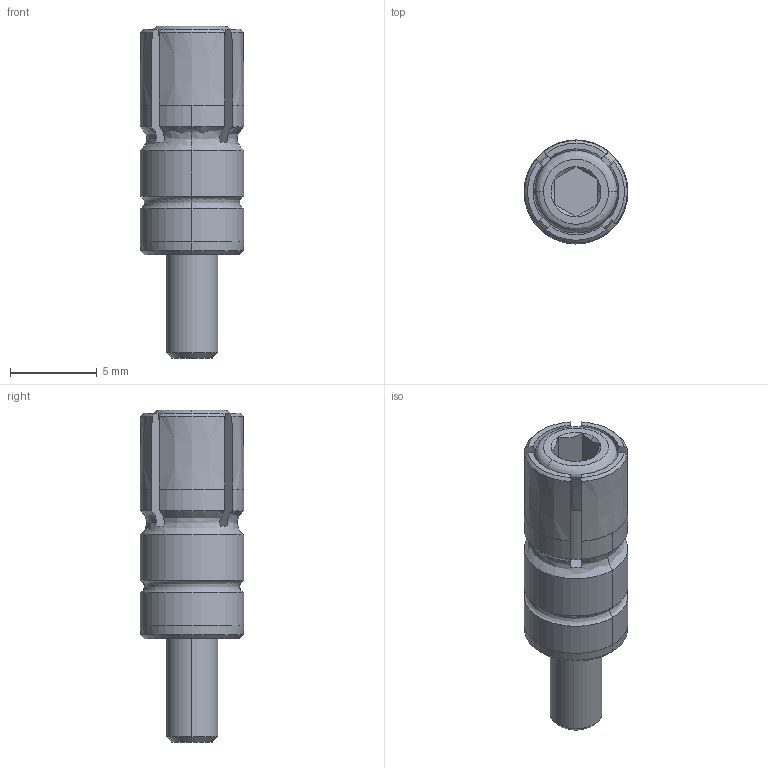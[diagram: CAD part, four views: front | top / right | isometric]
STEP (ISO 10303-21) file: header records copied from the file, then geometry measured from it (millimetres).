
FILE_DESCRIPTION (( 'STEP AP203' ), '1' );
FILE_NAME ('pepp06s.STEP', '2021-10-26T05:29:46', ( '' ), ( '' ), 'SwSTEP 2.0', 'SolidWorks 2020', '' );
FILE_SCHEMA (( 'CONFIG_CONTROL_DESIGN' ));
Length unit declared in the file: millimetre
Products named in the file (3): pepp06s_02; pepp06s; pepp06s_01
Assembly tree (2 placements, depth 2):
  pepp06s
    pepp06s_01
    pepp06s_02
Bounding box: 6 x 6 x 19.18 mm (x, y, z)
Volume: 343.3 mm3; surface area: 678.8 mm2
Topology: 2 solids, 2 shells, 82 faces, 199 edges, 122 vertices
Faces by surface type: cone 32, plane 27, cylinder 15, bspline 8
Entity records: 3005 total; most frequent: CARTESIAN_POINT 843, ORIENTED_EDGE 398, DIRECTION 391, EDGE_CURVE 199, AXIS2_PLACEMENT_3D 159, VERTEX_POINT 122, EDGE_LOOP 85, ADVANCED_FACE 82
